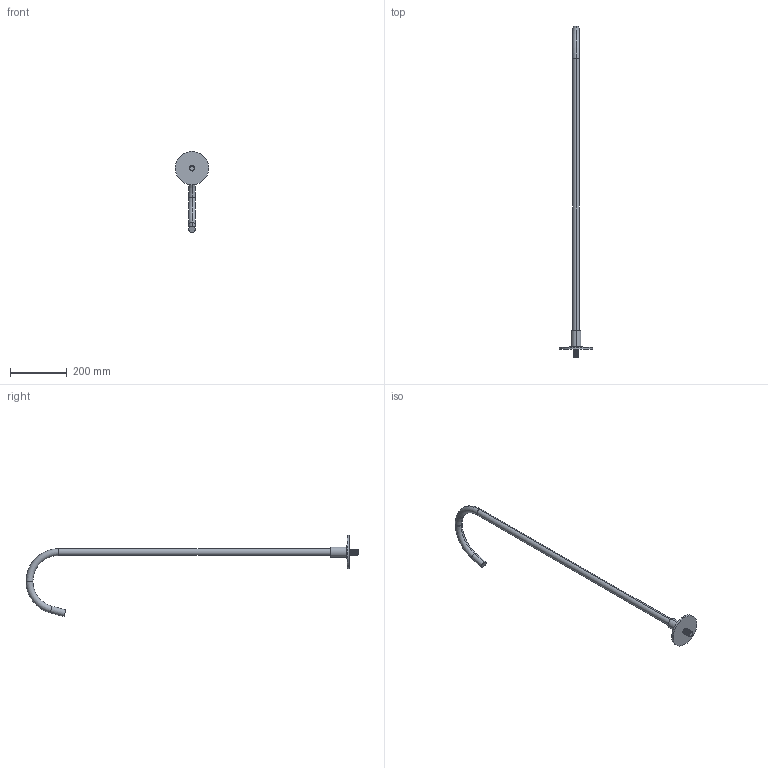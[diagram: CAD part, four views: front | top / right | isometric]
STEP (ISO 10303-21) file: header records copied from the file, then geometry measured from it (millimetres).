
FILE_DESCRIPTION (( 'STEP AP203' ), '1' );
FILE_NAME ('15039.STEP', '2026-01-19T13:33:48', ( '' ), ( '' ), 'SwSTEP 2.0', 'SolidWorks 2018', '' );
FILE_SCHEMA (( 'CONFIG_CONTROL_DESIGN' ));
Length unit declared in the file: millimetre
Products named in the file (1): 15039
Bounding box: 117 x 1166.67 x 285.09 mm (x, y, z)
Volume: 732527.1 mm3; surface area: 131360.5 mm2
Topology: 1 solids, 1 shells, 82 faces, 166 edges, 90 vertices
Faces by surface type: cone 58, cylinder 12, torus 6, plane 6
Entity records: 2187 total; most frequent: DIRECTION 428, CARTESIAN_POINT 339, ORIENTED_EDGE 332, AXIS2_PLACEMENT_3D 179, EDGE_CURVE 166, CIRCLE 96, VERTEX_POINT 90, EDGE_LOOP 86
